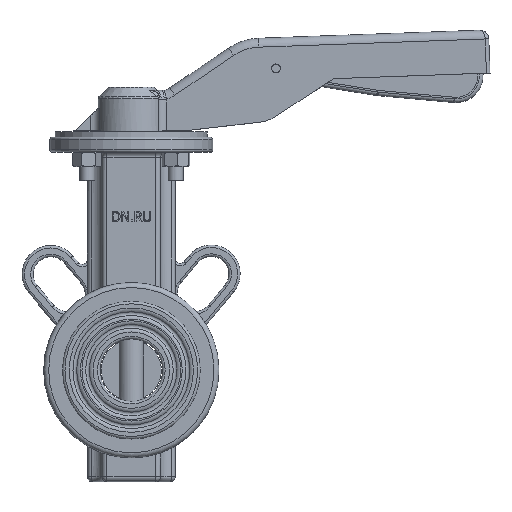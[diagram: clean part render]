
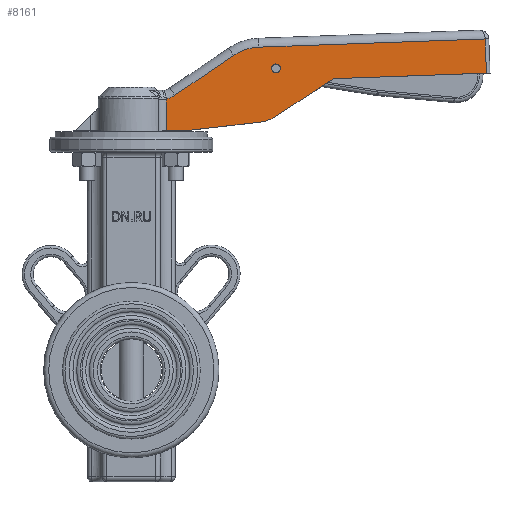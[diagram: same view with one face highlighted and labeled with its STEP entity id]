
A CAD part, top view. The second image highlights one B-rep face of the part: STEP entity #8161.
In plain terms, the highlighted face is planar.
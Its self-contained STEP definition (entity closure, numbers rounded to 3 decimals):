
#373=B_SPLINE_CURVE_WITH_KNOTS('',3,(#15178,#15179,#15180,#15181),
 .UNSPECIFIED.,.F.,.F.,(4,4),(0.,0.003),.UNSPECIFIED.);
#780=LINE('',#14631,#1255);
#787=LINE('',#14648,#1262);
#790=LINE('',#14658,#1265);
#798=LINE('',#14854,#1273);
#799=LINE('',#14865,#1274);
#807=LINE('',#15175,#1282);
#808=LINE('',#15183,#1283);
#809=LINE('',#15184,#1284);
#1255=VECTOR('',#10993,7.143);
#1262=VECTOR('',#11012,7.143);
#1265=VECTOR('',#11021,7.143);
#1273=VECTOR('',#11077,7.143);
#1274=VECTOR('',#11090,7.143);
#1282=VECTOR('',#11152,7.143);
#1283=VECTOR('',#11155,7.143);
#1284=VECTOR('',#11156,7.143);
#1514=FACE_BOUND('',#2564,.T.);
#1650=PLANE('',#9116);
#2062=FACE_OUTER_BOUND('',#2563,.T.);
#2563=EDGE_LOOP('',(#6872,#6873,#6874,#6875,#6876,#6877,#6878,#6879,#6880,
#6881,#6882,#6883));
#2564=EDGE_LOOP('',(#6884));
#2941=CIRCLE('',#8929,1.786);
#2997=CIRCLE('',#9053,14.286);
#3014=CIRCLE('',#9085,19.323);
#3018=CIRCLE('',#9091,9.248);
#3566=VERTEX_POINT('',#13875);
#3654=VERTEX_POINT('',#14628);
#3655=VERTEX_POINT('',#14630);
#3657=VERTEX_POINT('',#14638);
#3659=VERTEX_POINT('',#14646);
#3663=VERTEX_POINT('',#14656);
#3668=VERTEX_POINT('',#14718);
#3687=VERTEX_POINT('',#14852);
#3689=VERTEX_POINT('',#14857);
#3691=VERTEX_POINT('',#14863);
#3693=VERTEX_POINT('',#14869);
#3716=VERTEX_POINT('',#15177);
#3717=VERTEX_POINT('',#15182);
#4541=EDGE_CURVE('',#3566,#3566,#2941,.T.);
#4702=EDGE_CURVE('',#3655,#3654,#780,.T.);
#4707=EDGE_CURVE('',#3654,#3657,#2997,.T.);
#4711=EDGE_CURVE('',#3657,#3659,#787,.T.);
#4716=EDGE_CURVE('',#3659,#3663,#790,.T.);
#4749=EDGE_CURVE('',#3687,#3668,#798,.T.);
#4751=EDGE_CURVE('',#3689,#3687,#3014,.T.);
#4754=EDGE_CURVE('',#3691,#3689,#799,.T.);
#4757=EDGE_CURVE('',#3693,#3691,#3018,.T.);
#4797=EDGE_CURVE('',#3668,#3663,#807,.T.);
#4798=EDGE_CURVE('',#3716,#3693,#373,.T.);
#4799=EDGE_CURVE('',#3717,#3716,#808,.T.);
#4800=EDGE_CURVE('',#3655,#3717,#809,.T.);
#6872=ORIENTED_EDGE('',*,*,#4749,.F.);
#6873=ORIENTED_EDGE('',*,*,#4751,.F.);
#6874=ORIENTED_EDGE('',*,*,#4754,.F.);
#6875=ORIENTED_EDGE('',*,*,#4757,.F.);
#6876=ORIENTED_EDGE('',*,*,#4798,.F.);
#6877=ORIENTED_EDGE('',*,*,#4799,.F.);
#6878=ORIENTED_EDGE('',*,*,#4800,.F.);
#6879=ORIENTED_EDGE('',*,*,#4702,.T.);
#6880=ORIENTED_EDGE('',*,*,#4707,.T.);
#6881=ORIENTED_EDGE('',*,*,#4711,.T.);
#6882=ORIENTED_EDGE('',*,*,#4716,.T.);
#6883=ORIENTED_EDGE('',*,*,#4797,.F.);
#6884=ORIENTED_EDGE('',*,*,#4541,.T.);
#8161=ADVANCED_FACE('',(#2062,#1514),#1650,.T.);
#8929=AXIS2_PLACEMENT_3D('',#13877,#10683,#10684);
#9053=AXIS2_PLACEMENT_3D('',#14640,#11003,#11004);
#9085=AXIS2_PLACEMENT_3D('',#14859,#11082,#11083);
#9091=AXIS2_PLACEMENT_3D('',#14871,#11096,#11097);
#9116=AXIS2_PLACEMENT_3D('',#15176,#11153,#11154);
#10683=DIRECTION('center_axis',(-1.,0.,0.));
#10684=DIRECTION('ref_axis',(0.,0.,-1.));
#10993=DIRECTION('',(0.,0.114,-0.993));
#11003=DIRECTION('center_axis',(1.,0.,0.));
#11004=DIRECTION('ref_axis',(0.,-0.993,-0.114));
#11012=DIRECTION('',(0.,0.55,-0.835));
#11021=DIRECTION('',(0.,0.036,-0.999));
#11077=DIRECTION('',(0.,0.036,-0.999));
#11082=DIRECTION('center_axis',(-1.,0.,0.));
#11083=DIRECTION('ref_axis',(0.,0.951,0.311));
#11090=DIRECTION('',(0.,0.561,-0.828));
#11096=DIRECTION('center_axis',(1.,0.,0.));
#11097=DIRECTION('ref_axis',(0.,-0.951,-0.31));
#11152=DIRECTION('',(0.,-0.999,-0.036));
#11153=DIRECTION('center_axis',(1.,0.,0.));
#11154=DIRECTION('ref_axis',(0.,-1.,0.));
#11155=DIRECTION('',(0.,1.,0.));
#11156=DIRECTION('',(0.,0.,1.));
#13875=CARTESIAN_POINT('',(4.571,38.066,-111.476));
#13877=CARTESIAN_POINT('Origin',(4.571,38.066,-113.261));
#14628=CARTESIAN_POINT('',(4.571,16.639,-106.98));
#14630=CARTESIAN_POINT('',(4.571,12.747,-73.073));
#14631=CARTESIAN_POINT('',(4.571,12.747,-73.073));
#14638=CARTESIAN_POINT('',(4.571,18.902,-113.209));
#14640=CARTESIAN_POINT('Origin',(4.571,30.832,-105.35));
#14646=CARTESIAN_POINT('',(4.571,33.984,-136.104));
#14648=CARTESIAN_POINT('',(4.571,18.902,-113.209));
#14656=CARTESIAN_POINT('',(4.571,36.203,-197.263));
#14658=CARTESIAN_POINT('',(4.571,32.927,-106.961));
#14718=CARTESIAN_POINT('',(4.571,49.841,-196.768));
#14852=CARTESIAN_POINT('',(4.571,46.564,-106.466));
#14854=CARTESIAN_POINT('',(4.571,45.63,-80.708));
#14857=CARTESIAN_POINT('',(4.571,43.251,-96.328));
#14859=CARTESIAN_POINT('Origin',(4.571,27.254,-107.167));
#14863=CARTESIAN_POINT('',(4.571,27.334,-72.838));
#14865=CARTESIAN_POINT('',(4.571,23.622,-67.359));
#14869=CARTESIAN_POINT('',(4.571,25.927,-69.49));
#14871=CARTESIAN_POINT('Origin',(4.571,34.99,-67.651));
#15175=CARTESIAN_POINT('',(4.571,39.633,-197.138));
#15176=CARTESIAN_POINT('Origin',(4.571,29.314,-55.507));
#15177=CARTESIAN_POINT('',(4.571,25.905,-69.49));
#15178=CARTESIAN_POINT('Ctrl Pts',(4.571,25.905,-69.49));
#15179=CARTESIAN_POINT('Ctrl Pts',(4.571,25.913,-69.49));
#15180=CARTESIAN_POINT('Ctrl Pts',(4.571,25.92,-69.49));
#15181=CARTESIAN_POINT('Ctrl Pts',(4.571,25.927,-69.49));
#15182=CARTESIAN_POINT('',(4.571,12.747,-69.49));
#15183=CARTESIAN_POINT('',(4.571,12.747,-69.49));
#15184=CARTESIAN_POINT('',(4.571,12.747,-55.507));
